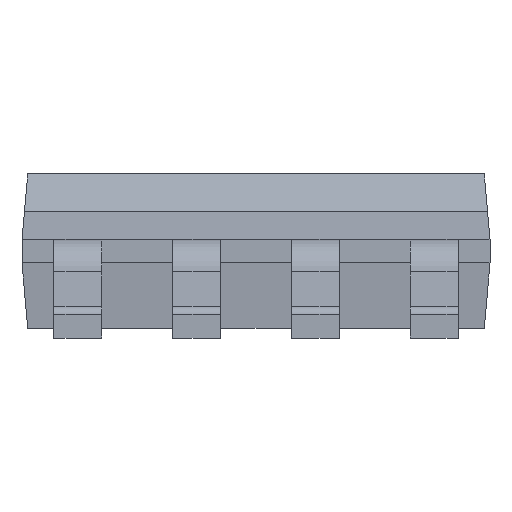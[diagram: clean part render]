
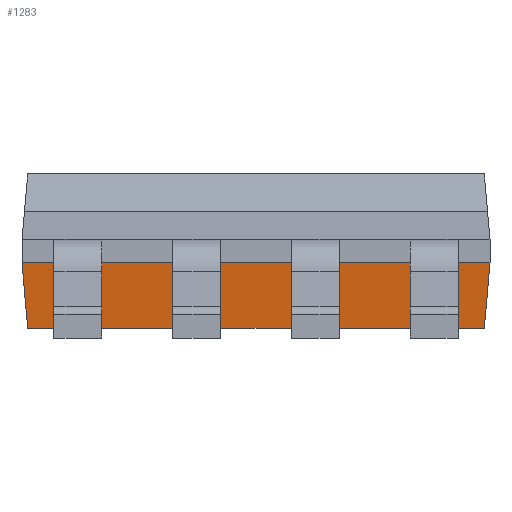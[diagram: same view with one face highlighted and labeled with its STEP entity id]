
A CAD part, front view. The second image highlights one B-rep face of the part: STEP entity #1283.
In plain terms, the highlighted planar face has unit normal (0, -0.996, -0.087).
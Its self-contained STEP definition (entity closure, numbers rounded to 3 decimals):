
#738 = EDGE_CURVE('',#739,#741,#743,.T.);
#739 = VERTEX_POINT('',#740);
#740 = CARTESIAN_POINT('',(0.89,-2.,0.826));
#741 = VERTEX_POINT('',#742);
#742 = CARTESIAN_POINT('',(1.65,-2.,0.826));
#743 = LINE('',#744,#745);
#744 = CARTESIAN_POINT('',(2.5,-2.,0.826));
#745 = VECTOR('',#746,1.);
#746 = DIRECTION('',(1.,0.,0.));
#818 = EDGE_CURVE('',#819,#821,#823,.T.);
#819 = VERTEX_POINT('',#820);
#820 = CARTESIAN_POINT('',(-2.5,-2.,0.826));
#821 = VERTEX_POINT('',#822);
#822 = CARTESIAN_POINT('',(-2.16,-2.,0.826));
#823 = LINE('',#824,#825);
#824 = CARTESIAN_POINT('',(2.5,-2.,0.826));
#825 = VECTOR('',#826,1.);
#826 = DIRECTION('',(1.,0.,0.));
#899 = VERTEX_POINT('',#900);
#900 = CARTESIAN_POINT('',(-1.65,-2.,0.826));
#908 = EDGE_CURVE('',#899,#909,#911,.T.);
#909 = VERTEX_POINT('',#910);
#910 = CARTESIAN_POINT('',(-0.89,-2.,0.826));
#911 = LINE('',#912,#913);
#912 = CARTESIAN_POINT('',(2.5,-2.,0.826));
#913 = VECTOR('',#914,1.);
#914 = DIRECTION('',(1.,0.,0.));
#979 = VERTEX_POINT('',#980);
#980 = CARTESIAN_POINT('',(-0.38,-2.,0.826));
#988 = EDGE_CURVE('',#979,#989,#991,.T.);
#989 = VERTEX_POINT('',#990);
#990 = CARTESIAN_POINT('',(0.38,-2.,0.826));
#991 = LINE('',#992,#993);
#992 = CARTESIAN_POINT('',(2.5,-2.,0.826));
#993 = VECTOR('',#994,1.);
#994 = DIRECTION('',(1.,0.,0.));
#1090 = VERTEX_POINT('',#1091);
#1091 = CARTESIAN_POINT('',(2.5,-2.,0.826));
#1112 = VERTEX_POINT('',#1113);
#1113 = CARTESIAN_POINT('',(2.16,-2.,0.826));
#1121 = EDGE_CURVE('',#1112,#1090,#1122,.T.);
#1122 = LINE('',#1123,#1124);
#1123 = CARTESIAN_POINT('',(2.5,-2.,0.826));
#1124 = VECTOR('',#1125,1.);
#1125 = DIRECTION('',(1.,0.,0.));
#1283 = ADVANCED_FACE('',(#1284),#1337,.T.);
#1284 = FACE_BOUND('',#1285,.T.);
#1285 = EDGE_LOOP('',(#1286,#1287,#1295,#1303,#1309,#1310,#1316,#1317,
    #1323,#1324,#1330,#1331));
#1286 = ORIENTED_EDGE('',*,*,#818,.F.);
#1287 = ORIENTED_EDGE('',*,*,#1288,.F.);
#1288 = EDGE_CURVE('',#1289,#819,#1291,.T.);
#1289 = VERTEX_POINT('',#1290);
#1290 = CARTESIAN_POINT('',(-2.439,-1.939,0.126
    ));
#1291 = LINE('',#1292,#1293);
#1292 = CARTESIAN_POINT('',(-2.5,-2.,0.826));
#1293 = VECTOR('',#1294,1.);
#1294 = DIRECTION('',(-0.087,-0.087,
    0.992));
#1295 = ORIENTED_EDGE('',*,*,#1296,.F.);
#1296 = EDGE_CURVE('',#1297,#1289,#1299,.T.);
#1297 = VERTEX_POINT('',#1298);
#1298 = CARTESIAN_POINT('',(2.439,-1.939,0.126)
  );
#1299 = LINE('',#1300,#1301);
#1300 = CARTESIAN_POINT('',(2.5,-1.939,0.126));
#1301 = VECTOR('',#1302,1.);
#1302 = DIRECTION('',(-1.,0.,0.));
#1303 = ORIENTED_EDGE('',*,*,#1304,.T.);
#1304 = EDGE_CURVE('',#1297,#1090,#1305,.T.);
#1305 = LINE('',#1306,#1307);
#1306 = CARTESIAN_POINT('',(2.5,-2.,0.826));
#1307 = VECTOR('',#1308,1.);
#1308 = DIRECTION('',(0.087,-0.087,
    0.992));
#1309 = ORIENTED_EDGE('',*,*,#1121,.F.);
#1310 = ORIENTED_EDGE('',*,*,#1311,.T.);
#1311 = EDGE_CURVE('',#1112,#741,#1312,.T.);
#1312 = LINE('',#1313,#1314);
#1313 = CARTESIAN_POINT('',(2.16,-2.,0.826));
#1314 = VECTOR('',#1315,1.);
#1315 = DIRECTION('',(-1.,0.,0.));
#1316 = ORIENTED_EDGE('',*,*,#738,.F.);
#1317 = ORIENTED_EDGE('',*,*,#1318,.T.);
#1318 = EDGE_CURVE('',#739,#989,#1319,.T.);
#1319 = LINE('',#1320,#1321);
#1320 = CARTESIAN_POINT('',(0.89,-2.,0.826));
#1321 = VECTOR('',#1322,1.);
#1322 = DIRECTION('',(-1.,0.,0.));
#1323 = ORIENTED_EDGE('',*,*,#988,.F.);
#1324 = ORIENTED_EDGE('',*,*,#1325,.T.);
#1325 = EDGE_CURVE('',#979,#909,#1326,.T.);
#1326 = LINE('',#1327,#1328);
#1327 = CARTESIAN_POINT('',(-0.38,-2.,0.826));
#1328 = VECTOR('',#1329,1.);
#1329 = DIRECTION('',(-1.,0.,0.));
#1330 = ORIENTED_EDGE('',*,*,#908,.F.);
#1331 = ORIENTED_EDGE('',*,*,#1332,.T.);
#1332 = EDGE_CURVE('',#899,#821,#1333,.T.);
#1333 = LINE('',#1334,#1335);
#1334 = CARTESIAN_POINT('',(-1.65,-2.,0.826));
#1335 = VECTOR('',#1336,1.);
#1336 = DIRECTION('',(-1.,0.,0.));
#1337 = PLANE('',#1338);
#1338 = AXIS2_PLACEMENT_3D('',#1339,#1340,#1341);
#1339 = CARTESIAN_POINT('',(2.5,-2.,0.826));
#1340 = DIRECTION('',(0.,-0.996,-0.087));
#1341 = DIRECTION('',(0.,0.087,-0.996));
